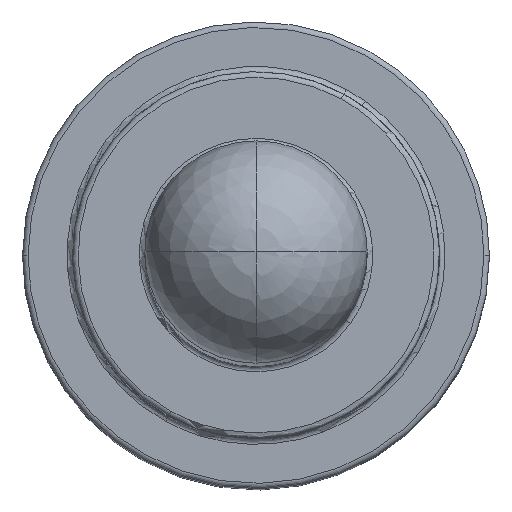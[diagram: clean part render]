
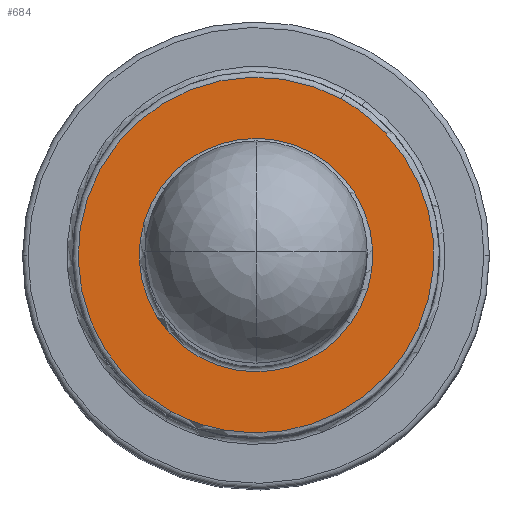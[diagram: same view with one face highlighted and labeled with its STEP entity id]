
A CAD part, top view. The second image highlights one B-rep face of the part: STEP entity #684.
In plain terms, the highlighted planar face has unit normal (0, 0, 1).
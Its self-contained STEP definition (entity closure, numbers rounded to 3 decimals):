
#293=AXIS2_PLACEMENT_3D('Circle Axis2P3D',#291,#292,$) ;
#325=AXIS2_PLACEMENT_3D('Circle Axis2P3D',#323,#324,$) ;
#332=AXIS2_PLACEMENT_3D('Circle Axis2P3D',#330,#331,$) ;
#339=AXIS2_PLACEMENT_3D('Circle Axis2P3D',#337,#338,$) ;
#394=AXIS2_PLACEMENT_3D('Circle Axis2P3D',#392,#393,$) ;
#401=AXIS2_PLACEMENT_3D('Circle Axis2P3D',#399,#400,$) ;
#448=AXIS2_PLACEMENT_3D('Circle Axis2P3D',#446,#447,$) ;
#455=AXIS2_PLACEMENT_3D('Circle Axis2P3D',#453,#454,$) ;
#670=AXIS2_PLACEMENT_3D('Plane Axis2P3D',#667,#668,#669) ;
#288=CARTESIAN_POINT('Vertex',(0.666,0.348,8.65)) ;
#291=CARTESIAN_POINT('Axis2P3D Location',(1.05,1.05,8.65)) ;
#295=CARTESIAN_POINT('Vertex',(1.434,1.752,8.65)) ;
#323=CARTESIAN_POINT('Axis2P3D Location',(1.05,1.05,8.65)) ;
#327=CARTESIAN_POINT('Vertex',(1.632,1.599,8.65)) ;
#330=CARTESIAN_POINT('Axis2P3D Location',(1.05,1.05,8.65)) ;
#334=CARTESIAN_POINT('Vertex',(0.902,0.264,8.65)) ;
#337=CARTESIAN_POINT('Axis2P3D Location',(1.05,1.05,8.65)) ;
#389=CARTESIAN_POINT('Vertex',(0.625,1.359,8.65)) ;
#392=CARTESIAN_POINT('Axis2P3D Location',(1.05,1.05,8.65)) ;
#396=CARTESIAN_POINT('Vertex',(0.798,0.589,8.65)) ;
#399=CARTESIAN_POINT('Axis2P3D Location',(1.05,1.05,8.65)) ;
#403=CARTESIAN_POINT('Vertex',(1.475,0.741,8.65)) ;
#446=CARTESIAN_POINT('Axis2P3D Location',(1.05,1.05,8.65)) ;
#450=CARTESIAN_POINT('Vertex',(1.302,1.511,8.65)) ;
#453=CARTESIAN_POINT('Axis2P3D Location',(1.05,1.05,8.65)) ;
#667=CARTESIAN_POINT('Axis2P3D Location',(1.05,1.05,8.65)) ;
#292=DIRECTION('Axis2P3D Direction',(0.,0.,-1.)) ;
#324=DIRECTION('Axis2P3D Direction',(0.,0.,-1.)) ;
#331=DIRECTION('Axis2P3D Direction',(0.,0.,-1.)) ;
#338=DIRECTION('Axis2P3D Direction',(0.,0.,-1.)) ;
#393=DIRECTION('Axis2P3D Direction',(0.,0.,1.)) ;
#400=DIRECTION('Axis2P3D Direction',(0.,0.,1.)) ;
#447=DIRECTION('Axis2P3D Direction',(0.,0.,1.)) ;
#454=DIRECTION('Axis2P3D Direction',(0.,0.,1.)) ;
#668=DIRECTION('Axis2P3D Direction',(0.,0.,1.)) ;
#669=DIRECTION('Axis2P3D XDirection',(-0.479,-0.878,0.)) ;
#673=ORIENTED_EDGE('',*,*,#336,.T.) ;
#674=ORIENTED_EDGE('',*,*,#329,.T.) ;
#675=ORIENTED_EDGE('',*,*,#297,.T.) ;
#676=ORIENTED_EDGE('',*,*,#341,.T.) ;
#679=ORIENTED_EDGE('',*,*,#452,.T.) ;
#680=ORIENTED_EDGE('',*,*,#405,.T.) ;
#681=ORIENTED_EDGE('',*,*,#398,.T.) ;
#682=ORIENTED_EDGE('',*,*,#457,.T.) ;
#683=FACE_BOUND('',#678,.T.) ;
#684=ADVANCED_FACE('Hauptk\X2\00F6\X0\rper',(#677,#683),#671,.T.) ;
#294=CIRCLE('generated circle',#293,0.8) ;
#326=CIRCLE('generated circle',#325,0.8) ;
#333=CIRCLE('generated circle',#332,0.8) ;
#340=CIRCLE('generated circle',#339,0.8) ;
#395=CIRCLE('generated circle',#394,0.525) ;
#402=CIRCLE('generated circle',#401,0.525) ;
#449=CIRCLE('generated circle',#448,0.525) ;
#456=CIRCLE('generated circle',#455,0.525) ;
#297=EDGE_CURVE('',#296,#289,#294,.F.) ;
#329=EDGE_CURVE('',#328,#296,#326,.F.) ;
#336=EDGE_CURVE('',#335,#328,#333,.F.) ;
#341=EDGE_CURVE('',#289,#335,#340,.F.) ;
#398=EDGE_CURVE('',#397,#390,#395,.F.) ;
#405=EDGE_CURVE('',#404,#397,#402,.F.) ;
#452=EDGE_CURVE('',#451,#404,#449,.F.) ;
#457=EDGE_CURVE('',#390,#451,#456,.F.) ;
#672=EDGE_LOOP('',(#673,#674,#675,#676)) ;
#678=EDGE_LOOP('',(#679,#680,#681,#682)) ;
#677=FACE_OUTER_BOUND('',#672,.T.) ;
#671=PLANE('',#670) ;
#289=VERTEX_POINT('',#288) ;
#296=VERTEX_POINT('',#295) ;
#328=VERTEX_POINT('',#327) ;
#335=VERTEX_POINT('',#334) ;
#390=VERTEX_POINT('',#389) ;
#397=VERTEX_POINT('',#396) ;
#404=VERTEX_POINT('',#403) ;
#451=VERTEX_POINT('',#450) ;
